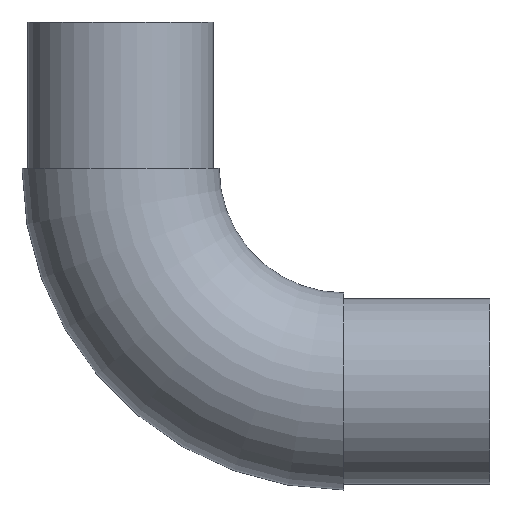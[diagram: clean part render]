
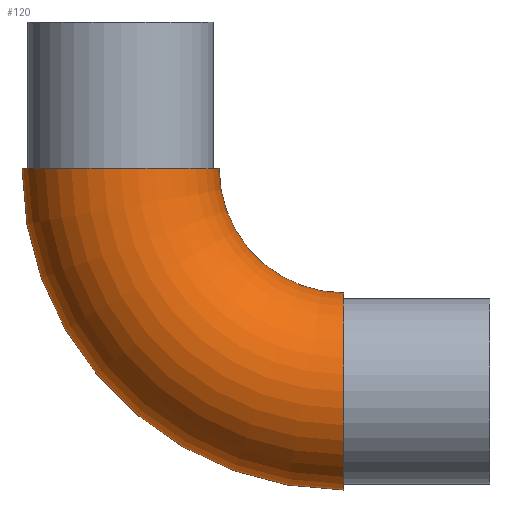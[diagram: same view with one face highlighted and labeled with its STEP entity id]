
A CAD part, front view. The second image highlights one B-rep face of the part: STEP entity #120.
In plain terms, the highlighted toroidal (fillet/blend) face has major radius 38.15 mm and minor radius 16.85 mm.
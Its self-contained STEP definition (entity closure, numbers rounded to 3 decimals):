
#6 = ORIENTED_EDGE ( 'NONE', *, *, #476, .F. ) ;
#7 = AXIS2_PLACEMENT_3D ( 'NONE', #54, #441, #201 ) ;
#12 = CARTESIAN_POINT ( 'NONE',  ( 26.5, 0., 38. ) ) ;
#36 = AXIS2_PLACEMENT_3D ( 'NONE', #315, #237, #193 ) ;
#43 = VERTEX_POINT ( 'NONE', #304 ) ;
#54 = CARTESIAN_POINT ( 'NONE',  ( 26.5, 0., 38. ) ) ;
#57 = DIRECTION ( 'NONE',  ( 0., -1., 0. ) ) ;
#76 = AXIS2_PLACEMENT_3D ( 'NONE', #458, #303, #140 ) ;
#98 = CIRCLE ( 'NONE', #149, 16.85 ) ;
#102 = EDGE_CURVE ( 'NONE', #141, #43, #152, .T. ) ;
#108 = CARTESIAN_POINT ( 'NONE',  ( -11.65, 0., 38. ) ) ;
#120 = ADVANCED_FACE ( 'NONE', ( #365 ), #202, .T. ) ;
#127 = CARTESIAN_POINT ( 'NONE',  ( 26.5, 0., 16.7 ) ) ;
#140 = DIRECTION ( 'NONE',  ( 0., 0., -1. ) ) ;
#141 = VERTEX_POINT ( 'NONE', #408 ) ;
#149 = AXIS2_PLACEMENT_3D ( 'NONE', #108, #186, #384 ) ;
#152 = CIRCLE ( 'NONE', #196, 55. ) ;
#164 = EDGE_LOOP ( 'NONE', ( #169, #225, #6, #329 ) ) ;
#169 = ORIENTED_EDGE ( 'NONE', *, *, #324, .T. ) ;
#179 = VERTEX_POINT ( 'NONE', #326 ) ;
#186 = DIRECTION ( 'NONE',  ( 0., 0., -1. ) ) ;
#193 = DIRECTION ( 'NONE',  ( 0., 0., -1. ) ) ;
#196 = AXIS2_PLACEMENT_3D ( 'NONE', #12, #57, #447 ) ;
#201 = DIRECTION ( 'NONE',  ( 0., 0., -1. ) ) ;
#202 = TOROIDAL_SURFACE ( 'NONE', #7, 38.15, 16.85 ) ;
#211 = CIRCLE ( 'NONE', #76, 21.3 ) ;
#225 = ORIENTED_EDGE ( 'NONE', *, *, #102, .T. ) ;
#232 = VERTEX_POINT ( 'NONE', #127 ) ;
#237 = DIRECTION ( 'NONE',  ( 1., 0., 0. ) ) ;
#261 = CIRCLE ( 'NONE', #36, 16.85 ) ;
#303 = DIRECTION ( 'NONE',  ( 0., -1., 0. ) ) ;
#304 = CARTESIAN_POINT ( 'NONE',  ( 26.5, 0., -17. ) ) ;
#310 = EDGE_CURVE ( 'NONE', #179, #232, #211, .T. ) ;
#315 = CARTESIAN_POINT ( 'NONE',  ( 26.5, 0., -0.15 ) ) ;
#324 = EDGE_CURVE ( 'NONE', #179, #141, #98, .T. ) ;
#326 = CARTESIAN_POINT ( 'NONE',  ( 5.2, 0., 38. ) ) ;
#329 = ORIENTED_EDGE ( 'NONE', *, *, #310, .F. ) ;
#365 = FACE_OUTER_BOUND ( 'NONE', #164, .T. ) ;
#384 = DIRECTION ( 'NONE',  ( -1., 0., 0. ) ) ;
#408 = CARTESIAN_POINT ( 'NONE',  ( -28.5, 0., 38. ) ) ;
#441 = DIRECTION ( 'NONE',  ( 0., -1., 0. ) ) ;
#447 = DIRECTION ( 'NONE',  ( 0., 0., -1. ) ) ;
#458 = CARTESIAN_POINT ( 'NONE',  ( 26.5, 0., 38. ) ) ;
#476 = EDGE_CURVE ( 'NONE', #232, #43, #261, .T. ) ;
